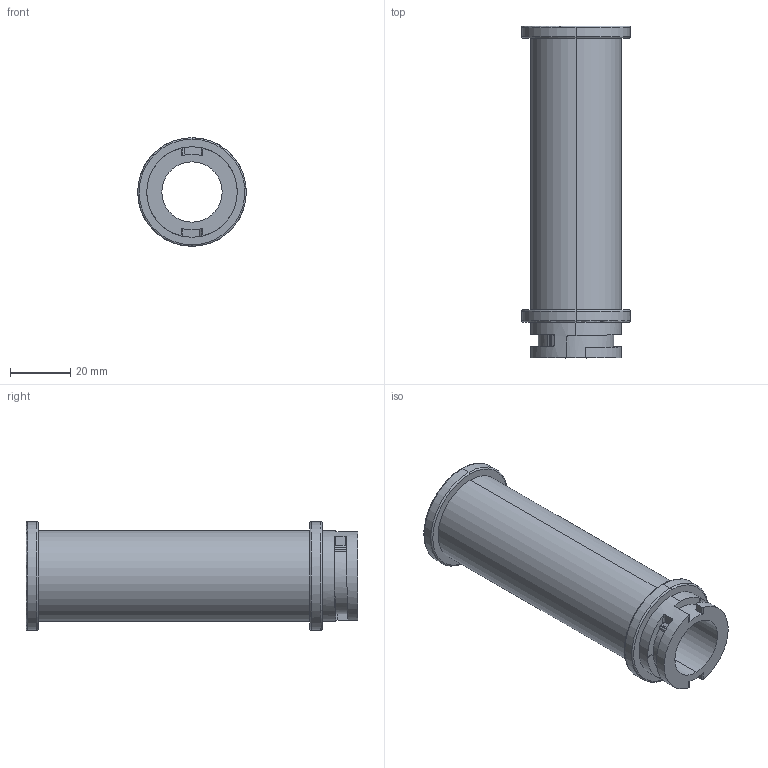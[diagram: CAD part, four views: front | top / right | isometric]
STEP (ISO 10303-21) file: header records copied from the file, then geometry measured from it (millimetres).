
FILE_DESCRIPTION (( 'STEP AP214' ), '1' );
FILE_NAME ('JXHSV06-07002-d Filament Barrel.step', '2023-01-05T07:15:22', ( '微软用户' ), ( '微软中国' ), 'SwSTEP 2.0', 'SolidWorks 2020', '' );
FILE_SCHEMA (( 'AUTOMOTIVE_DESIGN' ));
Length unit declared in the file: millimetre
Products named in the file (1): JXHSV06-07002-d Filament Barrel
Bounding box: 36 x 110 x 36 mm (x, y, z)
Volume: 26204.7 mm3; surface area: 21202.1 mm2
Topology: 1 solids, 1 shells, 81 faces, 221 edges, 145 vertices
Faces by surface type: cylinder 36, bspline 17, torus 14, plane 14
Entity records: 4941 total; most frequent: CARTESIAN_POINT 2172, ORIENTED_EDGE 440, DIRECTION 308, EDGE_CURVE 220, VERTEX_POINT 145, AXIS2_PLACEMENT_3D 127, B_SPLINE_CURVE_WITH_KNOTS 99, EDGE_LOOP 87
